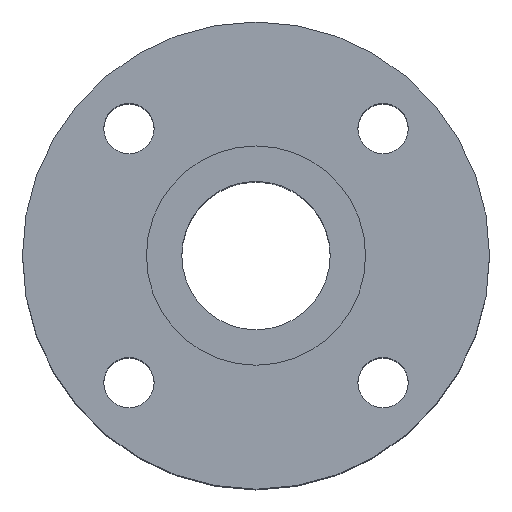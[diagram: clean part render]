
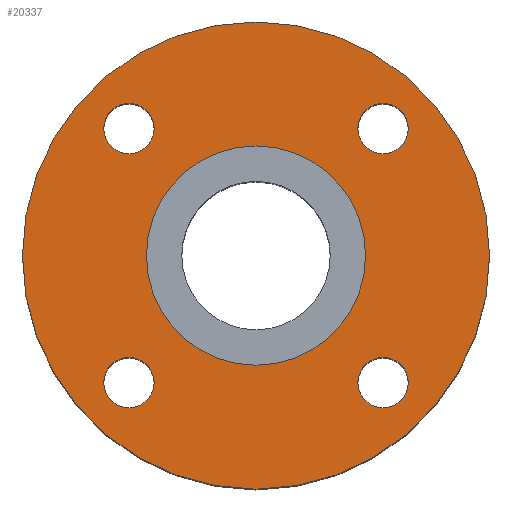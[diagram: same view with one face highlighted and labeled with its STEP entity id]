
A CAD part, top view. The second image highlights one B-rep face of the part: STEP entity #20337.
In plain terms, the highlighted planar face has unit normal (0, 0, 1).
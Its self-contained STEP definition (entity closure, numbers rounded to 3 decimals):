
#381 = AXIS2_PLACEMENT_3D ( 'NONE', #24999, #15930, #17674 ) ;
#1504 = EDGE_LOOP ( 'NONE', ( #6059, #21057 ) ) ;
#1864 = CIRCLE ( 'NONE', #381, 30.5 ) ;
#1920 = EDGE_LOOP ( 'NONE', ( #30613, #13815 ) ) ;
#2013 = AXIS2_PLACEMENT_3D ( 'NONE', #27247, #3518, #12721 ) ;
#2486 = AXIS2_PLACEMENT_3D ( 'NONE', #27312, #15306, #10758 ) ;
#2506 = DIRECTION ( 'NONE',  ( 0., 0., 1. ) ) ;
#2541 = ORIENTED_EDGE ( 'NONE', *, *, #4454, .F. ) ;
#2771 = EDGE_CURVE ( 'NONE', #27037, #20135, #30739, .T. ) ;
#3108 = CIRCLE ( 'NONE', #25033, 30.5 ) ;
#3437 = FACE_BOUND ( 'NONE', #20024, .T. ) ;
#3518 = DIRECTION ( 'NONE',  ( 0., 0., 1. ) ) ;
#3656 = CIRCLE ( 'NONE', #12125, 7. ) ;
#3712 = DIRECTION ( 'NONE',  ( 0., 0., 1. ) ) ;
#4159 = DIRECTION ( 'NONE',  ( 1., 0., 0. ) ) ;
#4454 = EDGE_CURVE ( 'NONE', #29885, #12327, #1864, .T. ) ;
#4794 = DIRECTION ( 'NONE',  ( 0., 1., 0. ) ) ;
#5385 = CARTESIAN_POINT ( 'NONE',  ( 28.355, 35.355, -0.6 ) ) ;
#5442 = CIRCLE ( 'NONE', #22891, 7. ) ;
#5702 = CARTESIAN_POINT ( 'NONE',  ( -28.355, -35.355, -0.6 ) ) ;
#5772 = DIRECTION ( 'NONE',  ( 1., 0., 0. ) ) ;
#5788 = FACE_BOUND ( 'NONE', #28542, .T. ) ;
#6059 = ORIENTED_EDGE ( 'NONE', *, *, #19748, .T. ) ;
#6378 = EDGE_CURVE ( 'NONE', #10083, #23691, #13704, .T. ) ;
#6464 = VERTEX_POINT ( 'NONE', #11576 ) ;
#6558 = VERTEX_POINT ( 'NONE', #30288 ) ;
#6828 = CIRCLE ( 'NONE', #18791, 7. ) ;
#7023 = CIRCLE ( 'NONE', #8508, 7. ) ;
#7233 = CARTESIAN_POINT ( 'NONE',  ( 35.355, 35.355, -0.6 ) ) ;
#7823 = PLANE ( 'NONE',  #2486 ) ;
#8316 = AXIS2_PLACEMENT_3D ( 'NONE', #30552, #30864, #4794 ) ;
#8508 = AXIS2_PLACEMENT_3D ( 'NONE', #26936, #24276, #24902 ) ;
#9344 = DIRECTION ( 'NONE',  ( 0., 0., 1. ) ) ;
#9716 = DIRECTION ( 'NONE',  ( 1., 0., 0. ) ) ;
#10083 = VERTEX_POINT ( 'NONE', #5385 ) ;
#10758 = DIRECTION ( 'NONE',  ( -1., 0., 0. ) ) ;
#10918 = ORIENTED_EDGE ( 'NONE', *, *, #22774, .F. ) ;
#11048 = CARTESIAN_POINT ( 'NONE',  ( 28.355, -35.355, -0.6 ) ) ;
#11197 = CARTESIAN_POINT ( 'NONE',  ( -30.5, 0., -0.6 ) ) ;
#11544 = EDGE_CURVE ( 'NONE', #6558, #21525, #26232, .T. ) ;
#11576 = CARTESIAN_POINT ( 'NONE',  ( 42.355, -35.355, -0.6 ) ) ;
#11751 = CIRCLE ( 'NONE', #27711, 7. ) ;
#11870 = CARTESIAN_POINT ( 'NONE',  ( 65., 0., -0.6 ) ) ;
#12125 = AXIS2_PLACEMENT_3D ( 'NONE', #22051, #12342, #20020 ) ;
#12300 = CARTESIAN_POINT ( 'NONE',  ( -35.355, 35.355, -0.6 ) ) ;
#12327 = VERTEX_POINT ( 'NONE', #30748 ) ;
#12342 = DIRECTION ( 'NONE',  ( 0., 0., 1. ) ) ;
#12488 = EDGE_CURVE ( 'NONE', #23691, #10083, #11751, .T. ) ;
#12721 = DIRECTION ( 'NONE',  ( 0., -1., 0. ) ) ;
#13303 = EDGE_CURVE ( 'NONE', #20135, #27037, #6828, .T. ) ;
#13704 = CIRCLE ( 'NONE', #20698, 7. ) ;
#13815 = ORIENTED_EDGE ( 'NONE', *, *, #21883, .F. ) ;
#14137 = CARTESIAN_POINT ( 'NONE',  ( -28.355, 35.355, -0.6 ) ) ;
#14369 = DIRECTION ( 'NONE',  ( 0., -1., 0. ) ) ;
#14758 = ORIENTED_EDGE ( 'NONE', *, *, #2771, .F. ) ;
#14834 = ORIENTED_EDGE ( 'NONE', *, *, #13303, .F. ) ;
#15150 = FACE_OUTER_BOUND ( 'NONE', #1504, .T. ) ;
#15306 = DIRECTION ( 'NONE',  ( 0., 0., -1. ) ) ;
#15523 = CARTESIAN_POINT ( 'NONE',  ( 0., 0., -0.6 ) ) ;
#15711 = EDGE_LOOP ( 'NONE', ( #10918, #2541 ) ) ;
#15930 = DIRECTION ( 'NONE',  ( 0., 0., 1. ) ) ;
#16134 = DIRECTION ( 'NONE',  ( 1., 0., 0. ) ) ;
#16241 = ORIENTED_EDGE ( 'NONE', *, *, #27759, .F. ) ;
#16741 = DIRECTION ( 'NONE',  ( 0., 0., 1. ) ) ;
#17674 = DIRECTION ( 'NONE',  ( 1., 0., 0. ) ) ;
#17741 = VERTEX_POINT ( 'NONE', #5702 ) ;
#18044 = EDGE_CURVE ( 'NONE', #6464, #22402, #5442, .T. ) ;
#18583 = ORIENTED_EDGE ( 'NONE', *, *, #19490, .F. ) ;
#18791 = AXIS2_PLACEMENT_3D ( 'NONE', #12300, #21843, #24488 ) ;
#19481 = CIRCLE ( 'NONE', #2013, 7. ) ;
#19490 = EDGE_CURVE ( 'NONE', #17741, #30102, #7023, .T. ) ;
#19529 = CARTESIAN_POINT ( 'NONE',  ( 35.355, -35.355, -0.6 ) ) ;
#19748 = EDGE_CURVE ( 'NONE', #21525, #6558, #30464, .T. ) ;
#19833 = DIRECTION ( 'NONE',  ( 0., 0., 1. ) ) ;
#20020 = DIRECTION ( 'NONE',  ( -1., 0., 0. ) ) ;
#20024 = EDGE_LOOP ( 'NONE', ( #18583, #16241 ) ) ;
#20135 = VERTEX_POINT ( 'NONE', #14137 ) ;
#20283 = CARTESIAN_POINT ( 'NONE',  ( 35.355, 35.355, -0.6 ) ) ;
#20298 = FACE_BOUND ( 'NONE', #29056, .T. ) ;
#20337 = ADVANCED_FACE ( 'NONE', ( #24668, #3437, #5788, #20298, #29356, #15150 ), #7823, .F. ) ;
#20519 = DIRECTION ( 'NONE',  ( 0., 0., 1. ) ) ;
#20698 = AXIS2_PLACEMENT_3D ( 'NONE', #7233, #16741, #9716 ) ;
#21057 = ORIENTED_EDGE ( 'NONE', *, *, #11544, .T. ) ;
#21525 = VERTEX_POINT ( 'NONE', #11870 ) ;
#21843 = DIRECTION ( 'NONE',  ( 0., 0., 1. ) ) ;
#21883 = EDGE_CURVE ( 'NONE', #22402, #6464, #19481, .T. ) ;
#22051 = CARTESIAN_POINT ( 'NONE',  ( -35.355, -35.355, -0.6 ) ) ;
#22402 = VERTEX_POINT ( 'NONE', #11048 ) ;
#22774 = EDGE_CURVE ( 'NONE', #12327, #29885, #3108, .T. ) ;
#22891 = AXIS2_PLACEMENT_3D ( 'NONE', #19529, #2506, #14369 ) ;
#23396 = DIRECTION ( 'NONE',  ( 1., 0., 0. ) ) ;
#23691 = VERTEX_POINT ( 'NONE', #29620 ) ;
#24276 = DIRECTION ( 'NONE',  ( 0., 0., 1. ) ) ;
#24488 = DIRECTION ( 'NONE',  ( 0., 1., 0. ) ) ;
#24668 = FACE_BOUND ( 'NONE', #1920, .T. ) ;
#24902 = DIRECTION ( 'NONE',  ( -1., 0., 0. ) ) ;
#24999 = CARTESIAN_POINT ( 'NONE',  ( 0., 0., -0.6 ) ) ;
#25033 = AXIS2_PLACEMENT_3D ( 'NONE', #15523, #20519, #16134 ) ;
#25198 = ORIENTED_EDGE ( 'NONE', *, *, #12488, .F. ) ;
#25473 = AXIS2_PLACEMENT_3D ( 'NONE', #28700, #9344, #23396 ) ;
#25558 = CARTESIAN_POINT ( 'NONE',  ( 0., 0., -0.6 ) ) ;
#26232 = CIRCLE ( 'NONE', #29724, 65. ) ;
#26813 = CARTESIAN_POINT ( 'NONE',  ( -42.355, -35.355, -0.6 ) ) ;
#26936 = CARTESIAN_POINT ( 'NONE',  ( -35.355, -35.355, -0.6 ) ) ;
#27037 = VERTEX_POINT ( 'NONE', #27392 ) ;
#27247 = CARTESIAN_POINT ( 'NONE',  ( 35.355, -35.355, -0.6 ) ) ;
#27312 = CARTESIAN_POINT ( 'NONE',  ( 0., 30.5, -0.6 ) ) ;
#27392 = CARTESIAN_POINT ( 'NONE',  ( -42.355, 35.355, -0.6 ) ) ;
#27711 = AXIS2_PLACEMENT_3D ( 'NONE', #20283, #19833, #5772 ) ;
#27759 = EDGE_CURVE ( 'NONE', #30102, #17741, #3656, .T. ) ;
#28542 = EDGE_LOOP ( 'NONE', ( #14834, #14758 ) ) ;
#28700 = CARTESIAN_POINT ( 'NONE',  ( 0., 0., -0.6 ) ) ;
#29056 = EDGE_LOOP ( 'NONE', ( #25198, #29589 ) ) ;
#29356 = FACE_BOUND ( 'NONE', #15711, .T. ) ;
#29589 = ORIENTED_EDGE ( 'NONE', *, *, #6378, .F. ) ;
#29620 = CARTESIAN_POINT ( 'NONE',  ( 42.355, 35.355, -0.6 ) ) ;
#29724 = AXIS2_PLACEMENT_3D ( 'NONE', #25558, #3712, #4159 ) ;
#29885 = VERTEX_POINT ( 'NONE', #11197 ) ;
#30102 = VERTEX_POINT ( 'NONE', #26813 ) ;
#30288 = CARTESIAN_POINT ( 'NONE',  ( -65., 0., -0.6 ) ) ;
#30464 = CIRCLE ( 'NONE', #25473, 65. ) ;
#30552 = CARTESIAN_POINT ( 'NONE',  ( -35.355, 35.355, -0.6 ) ) ;
#30613 = ORIENTED_EDGE ( 'NONE', *, *, #18044, .F. ) ;
#30739 = CIRCLE ( 'NONE', #8316, 7. ) ;
#30748 = CARTESIAN_POINT ( 'NONE',  ( 30.5, 0., -0.6 ) ) ;
#30864 = DIRECTION ( 'NONE',  ( 0., 0., 1. ) ) ;
